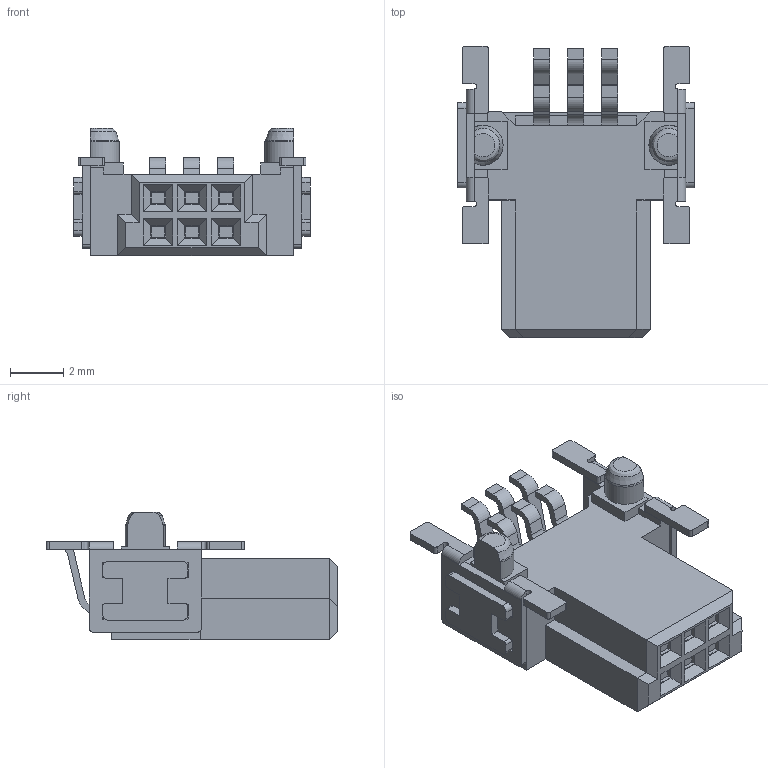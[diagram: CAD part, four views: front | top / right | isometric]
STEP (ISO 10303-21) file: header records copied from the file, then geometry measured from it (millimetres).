
FILE_DESCRIPTION(/* description */ (''),/* implementation_level */ '2;1');
FILE_NAME(/* name */ '100211141ugm000_b.stp',/* time_stamp */ '2013-10-03T15:35:03+02:00',/* author */ (''),/* organization */ (''),/* preprocessor_version */ 'ST-DEVELOPER v15',/* originating_system */ 'SIEMENS PLM Software NX 8.5',/* authorisation */ '');
FILE_SCHEMA (('AUTOMOTIVE_DESIGN { 1 0 10303 214 3 1 1 1 }'));
Length unit declared in the file: millimetre
Products named in the file (1): 100211141ugm000_b
Bounding box: 8.85 x 10.9 x 4.77 mm (x, y, z)
Volume: 160 mm3; surface area: 399.2 mm2
Topology: 1 solids, 1 shells, 404 faces, 1156 edges, 762 vertices
Faces by surface type: plane 312, cylinder 86, bspline 4, cone 2
Entity records: 15118 total; most frequent: CARTESIAN_POINT 2708, ORIENTED_EDGE 2312, DIRECTION 2075, EDGE_CURVE 1156, LINE 833, VECTOR 833, VERTEX_POINT 762, AXIS2_PLACEMENT_3D 621
